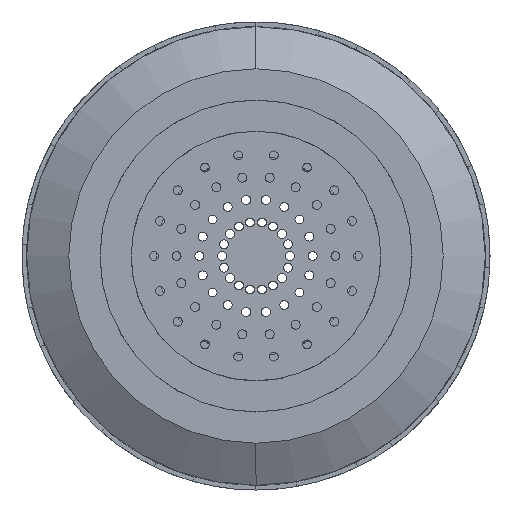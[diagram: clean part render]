
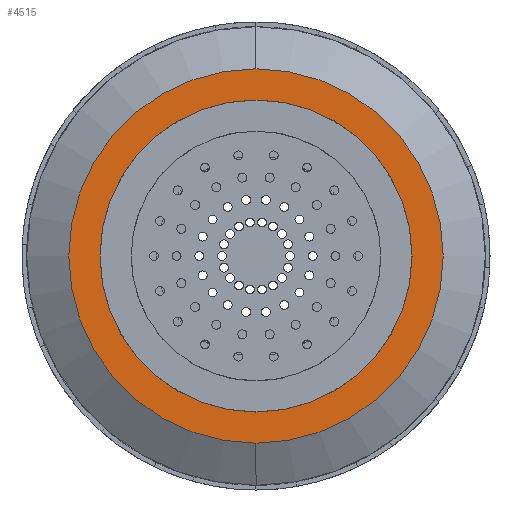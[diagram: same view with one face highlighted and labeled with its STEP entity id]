
A CAD part, left-side view. The second image highlights one B-rep face of the part: STEP entity #4515.
In plain terms, the highlighted planar face has unit normal (-1, 0, 0).
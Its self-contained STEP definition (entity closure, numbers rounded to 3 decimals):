
#4515=ADVANCED_FACE('',(#10594,#10595),#10596,.T.);
#10594=FACE_BOUND('',#18374,.T.);
#10595=FACE_OUTER_BOUND('',#18375,.T.);
#10596=PLANE('',#18376);
#18374=EDGE_LOOP('',(#32892,#32893));
#18375=EDGE_LOOP('',(#32894,#32895));
#18376=AXIS2_PLACEMENT_3D('',#32896,#32897,#32898);
#32892=ORIENTED_EDGE('',*,*,#53017,.F.);
#32893=ORIENTED_EDGE('',*,*,#52762,.F.);
#32894=ORIENTED_EDGE('',*,*,#52767,.T.);
#32895=ORIENTED_EDGE('',*,*,#53015,.T.);
#32896=CARTESIAN_POINT('',(-41.864,0.0,19.25));
#32897=DIRECTION('',(-1.0,0.0,0.0));
#32898=DIRECTION('',(0.0,-0.0,1.0));
#52762=EDGE_CURVE('',#65959,#65955,#65961,.T.);
#52767=EDGE_CURVE('',#65964,#65968,#65970,.T.);
#53015=EDGE_CURVE('',#65968,#65964,#66336,.T.);
#53017=EDGE_CURVE('',#65955,#65959,#66338,.T.);
#65955=VERTEX_POINT('',#91946);
#65959=VERTEX_POINT('',#91951);
#65961=CIRCLE('',#91954,17.5);
#65964=VERTEX_POINT('',#91957);
#65968=VERTEX_POINT('',#91962);
#65970=CIRCLE('',#91965,21.0);
#66336=CIRCLE('',#92449,21.0);
#66338=CIRCLE('',#92451,17.5);
#91946=CARTESIAN_POINT('',(-41.864,0.0,17.5));
#91951=CARTESIAN_POINT('',(-41.864,0.,-17.5));
#91954=AXIS2_PLACEMENT_3D('',#109748,#109749,#109750);
#91957=CARTESIAN_POINT('',(-41.864,0.0,21.0));
#91962=CARTESIAN_POINT('',(-41.864,0.,-21.0));
#91965=AXIS2_PLACEMENT_3D('',#109756,#109757,#109758);
#92449=AXIS2_PLACEMENT_3D('',#110069,#110070,#110071);
#92451=AXIS2_PLACEMENT_3D('',#110072,#110073,#110074);
#109748=CARTESIAN_POINT('',(-41.864,0.0,0.0));
#109749=DIRECTION('',(-1.0,0.0,0.0));
#109750=DIRECTION('',(0.0,-0.0,1.0));
#109756=CARTESIAN_POINT('',(-41.864,0.0,0.0));
#109757=DIRECTION('',(-1.0,0.0,0.0));
#109758=DIRECTION('',(0.0,-0.0,1.0));
#110069=CARTESIAN_POINT('',(-41.864,0.0,0.0));
#110070=DIRECTION('',(-1.0,0.0,0.0));
#110071=DIRECTION('',(0.0,-0.0,1.0));
#110072=CARTESIAN_POINT('',(-41.864,0.0,0.0));
#110073=DIRECTION('',(-1.0,0.0,0.0));
#110074=DIRECTION('',(0.0,-0.0,1.0));
